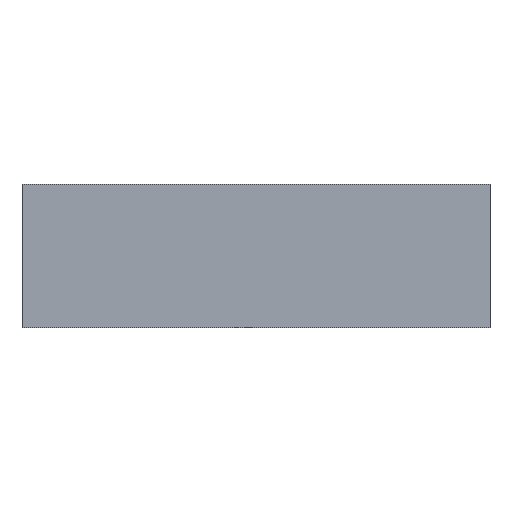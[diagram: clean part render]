
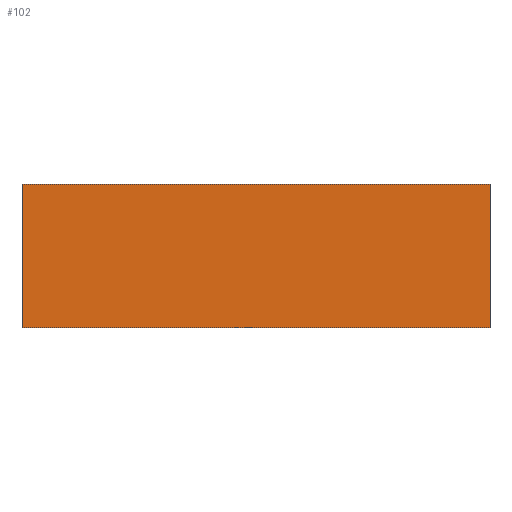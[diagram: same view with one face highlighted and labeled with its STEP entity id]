
A CAD part, front view. The second image highlights one B-rep face of the part: STEP entity #102.
In plain terms, the highlighted planar face has unit normal (0, -1, 0).
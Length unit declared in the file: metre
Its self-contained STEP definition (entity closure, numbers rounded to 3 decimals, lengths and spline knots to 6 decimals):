
#28=ORIENTED_EDGE('',*,*,#39,.F.);
#29=ORIENTED_EDGE('',*,*,#47,.T.);
#30=ORIENTED_EDGE('',*,*,#42,.T.);
#31=ORIENTED_EDGE('',*,*,#45,.F.);
#39=EDGE_CURVE('',#51,#49,#59,.T.);
#42=EDGE_CURVE('',#55,#54,#62,.T.);
#45=EDGE_CURVE('',#49,#54,#65,.T.);
#47=EDGE_CURVE('',#51,#55,#67,.T.);
#49=VERTEX_POINT('',#153);
#51=VERTEX_POINT('',#157);
#54=VERTEX_POINT('',#164);
#55=VERTEX_POINT('',#166);
#59=LINE('',#158,#71);
#62=LINE('',#165,#74);
#65=LINE('',#170,#77);
#67=LINE('',#173,#79);
#71=VECTOR('',#130,1.);
#74=VECTOR('',#135,1.);
#77=VECTOR('',#140,1.);
#79=VECTOR('',#144,1.);
#84=EDGE_LOOP('',(#28,#29,#30,#31));
#90=FACE_BOUND('',#84,.T.);
#96=PLANE('',#121);
#102=ADVANCED_FACE('',(#90),#96,.F.);
#121=AXIS2_PLACEMENT_3D('',#174,#145,#146);
#130=DIRECTION('',(1.,0.,0.));
#135=DIRECTION('',(1.,0.,0.));
#140=DIRECTION('',(0.,0.,-1.));
#144=DIRECTION('',(0.,0.,-1.));
#145=DIRECTION('',(0.,1.,0.));
#146=DIRECTION('',(0.,0.,1.));
#153=CARTESIAN_POINT('',(0.0349,0.052327,0.05));
#157=CARTESIAN_POINT('',(0.0251,0.052327,0.05));
#158=CARTESIAN_POINT('',(0.03,0.052327,0.05));
#164=CARTESIAN_POINT('',(0.0349,0.052327,0.047));
#165=CARTESIAN_POINT('',(0.03,0.052327,0.047));
#166=CARTESIAN_POINT('',(0.0251,0.052327,0.047));
#170=CARTESIAN_POINT('',(0.0349,0.052327,0.050002));
#173=CARTESIAN_POINT('',(0.0251,0.052327,0.050002));
#174=CARTESIAN_POINT('',(0.03,0.052327,0.050002));
